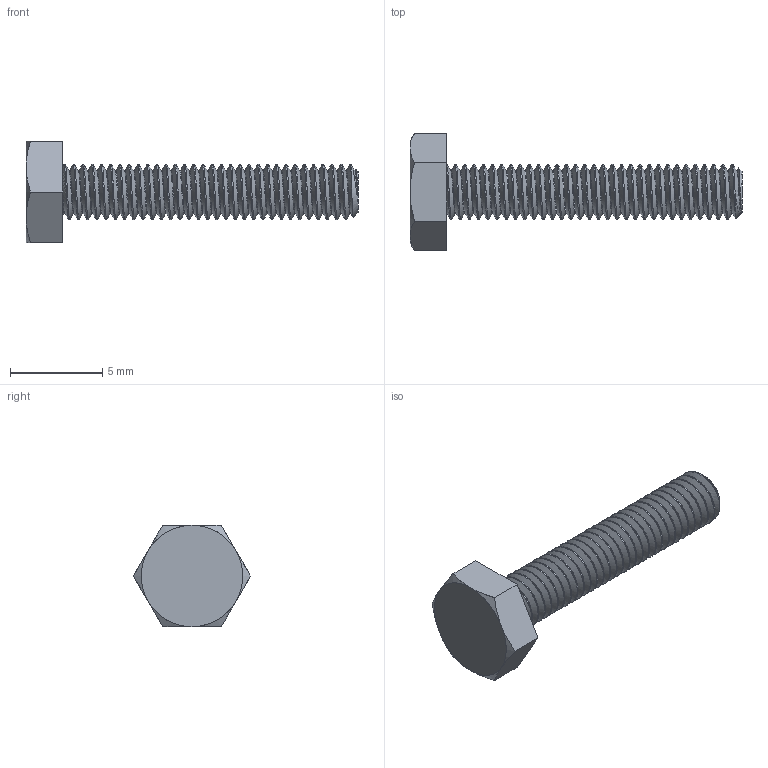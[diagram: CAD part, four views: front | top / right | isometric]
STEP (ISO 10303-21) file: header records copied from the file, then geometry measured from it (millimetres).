
FILE_DESCRIPTION (( 'STEP AP214' ), '1' );
FILE_NAME ('REV-41-1360.STEP', '2017-04-01T04:27:46', ( '' ), ( '' ), 'SwSTEP 2.0', 'SolidWorks 2016', '' );
FILE_SCHEMA (( 'AUTOMOTIVE_DESIGN' ));
Length unit declared in the file: millimetre
Products named in the file (1): REV-41-1360
Bounding box: 18 x 6.35 x 5.5 mm (x, y, z)
Surface area: 744.8 mm2 (no closed solid volume)
Topology: 0 solids, 35 shells, 99 faces, 349 edges, 268 vertices
Faces by surface type: cylinder 80, plane 9, cone 8, bspline 2
Entity records: 18676 total; most frequent: CARTESIAN_POINT 16561, ORIENTED_EDGE 382, EDGE_CURVE 317, DIRECTION 283, VERTEX_POINT 252, B_SPLINE_CURVE_WITH_KNOTS 210, AXIS2_PLACEMENT_3D 97, VECTOR 89
